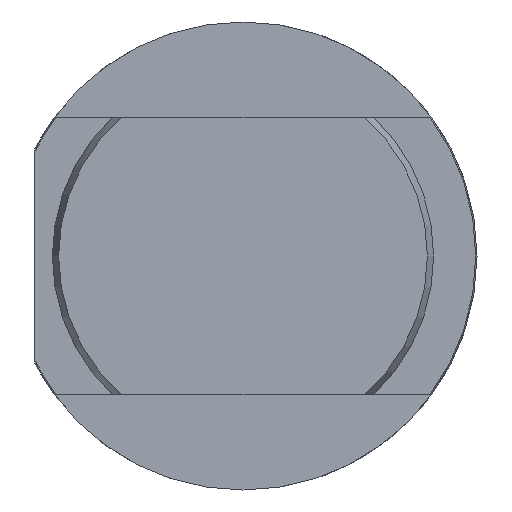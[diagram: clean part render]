
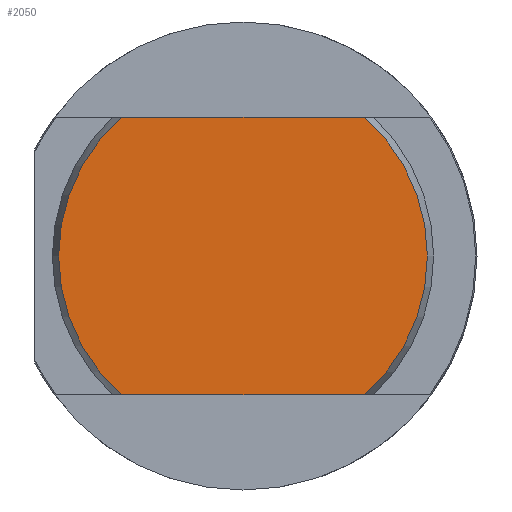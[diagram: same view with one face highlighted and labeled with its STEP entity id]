
A CAD part, left-side view. The second image highlights one B-rep face of the part: STEP entity #2050.
In plain terms, the highlighted planar face has unit normal (-1, 0, 0).
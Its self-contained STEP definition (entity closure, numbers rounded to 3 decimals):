
#188 = VECTOR ( 'NONE', #1604, 1000. ) ;
#196 = LINE ( 'NONE', #1591, #233 ) ;
#233 = VECTOR ( 'NONE', #1599, 1000. ) ;
#235 = LINE ( 'NONE', #1595, #188 ) ;
#236 = CIRCLE ( 'NONE', #2675, 10.636 ) ;
#237 = CIRCLE ( 'NONE', #2668, 10.636 ) ;
#490 = CARTESIAN_POINT ( 'NONE',  ( 0., 7.009, 8. ) ) ;
#497 = CARTESIAN_POINT ( 'NONE',  ( 0., -7.009, 8. ) ) ;
#498 = CARTESIAN_POINT ( 'NONE',  ( 0., 7.009, -8. ) ) ;
#500 = CARTESIAN_POINT ( 'NONE',  ( 0., -7.009, -8. ) ) ;
#887 = CARTESIAN_POINT ( 'NONE',  ( 0., 0., 0. ) ) ;
#888 = PLANE ( 'NONE',  #2499 ) ;
#890 = DIRECTION ( 'NONE',  ( 1., 0., 0. ) ) ;
#891 = DIRECTION ( 'NONE',  ( 0., 0., -1. ) ) ;
#1591 = CARTESIAN_POINT ( 'NONE',  ( 0., 12.75, 8. ) ) ;
#1595 = CARTESIAN_POINT ( 'NONE',  ( 0., 12.75, -8. ) ) ;
#1598 = CARTESIAN_POINT ( 'NONE',  ( 0., 0., 0. ) ) ;
#1599 = DIRECTION ( 'NONE',  ( 0., -1., 0. ) ) ;
#1601 = DIRECTION ( 'NONE',  ( -1., 0., 0. ) ) ;
#1602 = DIRECTION ( 'NONE',  ( 0., 0., -1. ) ) ;
#1604 = DIRECTION ( 'NONE',  ( 0., 1., 0. ) ) ;
#1631 = CARTESIAN_POINT ( 'NONE',  ( 0., 0., 0. ) ) ;
#1642 = DIRECTION ( 'NONE',  ( -1., 0., 0. ) ) ;
#1643 = DIRECTION ( 'NONE',  ( 0., 0., -1. ) ) ;
#2050 = ADVANCED_FACE ( 'NONE', ( #3569 ), #888, .F. ) ;
#2276 = EDGE_CURVE ( 'NONE', #3987, #3994, #196, .T. ) ;
#2277 = EDGE_CURVE ( 'NONE', #3987, #3995, #237, .T. ) ;
#2278 = EDGE_CURVE ( 'NONE', #3997, #3995, #235, .T. ) ;
#2290 = EDGE_CURVE ( 'NONE', #3997, #3994, #236, .T. ) ;
#2499 = AXIS2_PLACEMENT_3D ( 'NONE', #887, #890, #891 ) ;
#2668 = AXIS2_PLACEMENT_3D ( 'NONE', #1598, #1601, #1602 ) ;
#2675 = AXIS2_PLACEMENT_3D ( 'NONE', #1631, #1642, #1643 ) ;
#3220 = ORIENTED_EDGE ( 'NONE', *, *, #2276, .F. ) ;
#3221 = ORIENTED_EDGE ( 'NONE', *, *, #2290, .T. ) ;
#3222 = ORIENTED_EDGE ( 'NONE', *, *, #2278, .F. ) ;
#3223 = ORIENTED_EDGE ( 'NONE', *, *, #2277, .T. ) ;
#3469 = EDGE_LOOP ( 'NONE', ( #3223, #3222, #3221, #3220 ) ) ;
#3569 = FACE_OUTER_BOUND ( 'NONE', #3469, .T. ) ;
#3987 = VERTEX_POINT ( 'NONE', #490 ) ;
#3994 = VERTEX_POINT ( 'NONE', #497 ) ;
#3995 = VERTEX_POINT ( 'NONE', #498 ) ;
#3997 = VERTEX_POINT ( 'NONE', #500 ) ;
